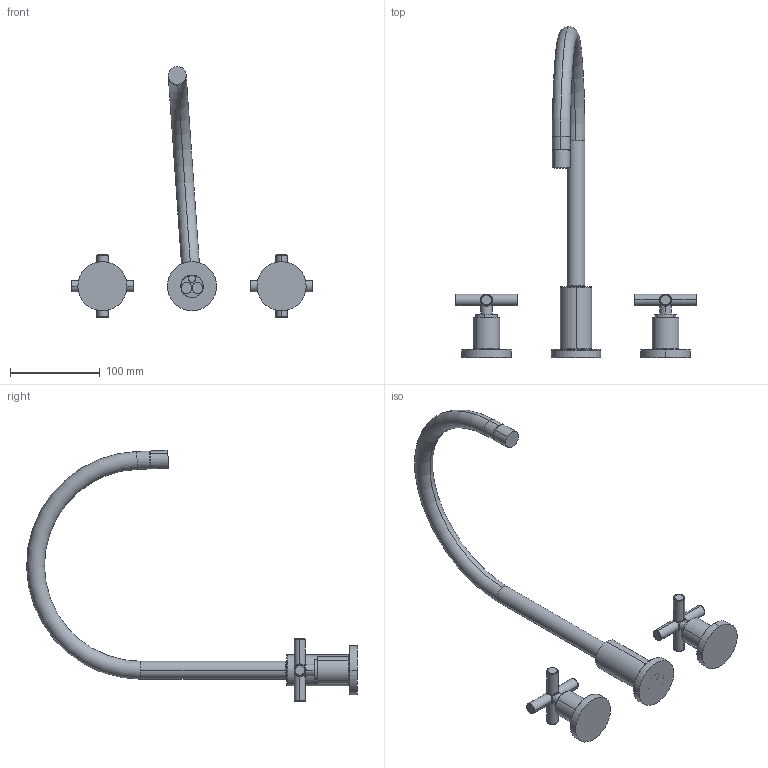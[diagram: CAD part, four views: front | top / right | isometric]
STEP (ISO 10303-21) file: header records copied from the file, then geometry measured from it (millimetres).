
FILE_DESCRIPTION (( 'STEP AP214' ), '1' );
FILE_NAME ('20816892ff_PM.STEP', '2024-03-28T07:01:52', ( '' ), ( '' ), 'SwSTEP 2.0', 'SolidWorks 2023', '' );
FILE_SCHEMA (( 'AUTOMOTIVE_DESIGN' ));
Length unit declared in the file: millimetre
Products named in the file (10): Planungsmodell_Aufnahme-+-09121221990; Planungsmodell_Griff-+-092089010; Planungsmodell_Rosette-+-09278910590; Planungsmodell_Anschluss-+-09111008790; Planungsmodell_Huelse-+-09230102890; Planungsmodell_Aufnahme-+-09121200790; 20816892ff_PM; Planungsmodell_Haube-+-09210214090; Planungsmodell_Ring-+-09281013390; Planungsmodell_Rohr-+-09282222690_K1_20
Assembly tree (12 placements, depth 2):
  20816892ff_PM
    Planungsmodell_Anschluss-+-09111008790
    Planungsmodell_Ring-+-09281013390
    Planungsmodell_Rohr-+-09282222690_K1_20
    Planungsmodell_Huelse-+-09230102890
    Planungsmodell_Rosette-+-09278910590  x2
    Planungsmodell_Haube-+-09210214090  x2
    Planungsmodell_Griff-+-092089010  x2
    Planungsmodell_Aufnahme-+-09121200790
    Planungsmodell_Aufnahme-+-09121221990
Bounding box: 270 x 369.48 x 280.53 mm (x, y, z)
Volume: 405090.6 mm3; surface area: 96483.4 mm2
Topology: 12 solids, 16 shells, 801 faces, 2051 edges, 1297 vertices
Faces by surface type: plane 304, cylinder 299, cone 104, torus 70, bspline 16, sphere 8
Entity records: 23457 total; most frequent: CARTESIAN_POINT 7825, ORIENTED_EDGE 3350, DIRECTION 3036, EDGE_CURVE 1675, AXIS2_PLACEMENT_3D 1218, VERTEX_POINT 1067, EDGE_LOOP 694, ADVANCED_FACE 657
